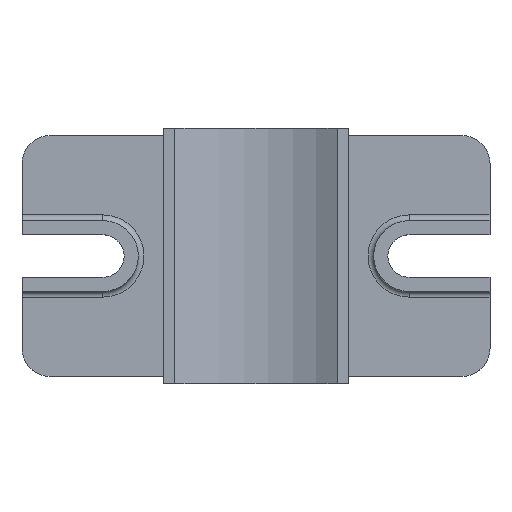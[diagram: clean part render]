
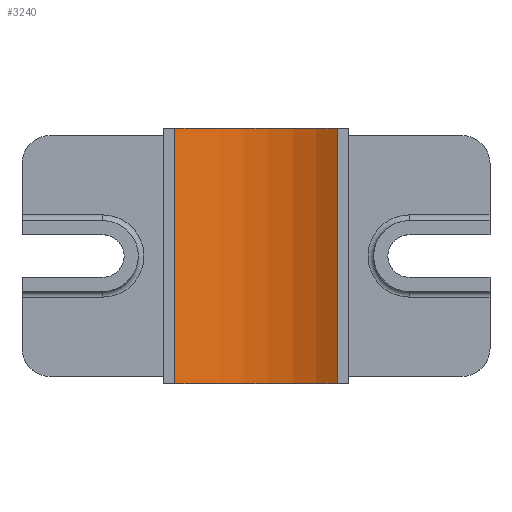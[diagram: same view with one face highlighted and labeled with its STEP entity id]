
A CAD part, top view. The second image highlights one B-rep face of the part: STEP entity #3240.
In plain terms, the highlighted cylindrical face has radius 50 mm (diameter 100 mm), a partial arc.
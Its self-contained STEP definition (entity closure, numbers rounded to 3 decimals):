
#1266 = PLANE('',#1267);
#1267 = AXIS2_PLACEMENT_3D('',#1268,#1269,#1270);
#1268 = CARTESIAN_POINT('',(0.,45.,4.615));
#1269 = DIRECTION('',(0.,-1.,0.));
#1270 = DIRECTION('',(1.,0.,0.));
#1294 = PLANE('',#1295);
#1295 = AXIS2_PLACEMENT_3D('',#1296,#1297,#1298);
#1296 = CARTESIAN_POINT('',(32.5,0.,13.));
#1297 = DIRECTION('',(0.,0.,1.));
#1298 = DIRECTION('',(-1.,0.,0.));
#1322 = PLANE('',#1323);
#1323 = AXIS2_PLACEMENT_3D('',#1324,#1325,#1326);
#1324 = CARTESIAN_POINT('',(0.,-45.,4.615));
#1325 = DIRECTION('',(0.,-1.,0.));
#1326 = DIRECTION('',(1.,0.,0.));
#2353 = VERTEX_POINT('',#2354);
#2354 = CARTESIAN_POINT('',(28.618,45.,13.));
#2375 = EDGE_CURVE('',#2376,#2353,#2378,.T.);
#2376 = VERTEX_POINT('',#2377);
#2377 = CARTESIAN_POINT('',(-28.618,45.,13.));
#2378 = SURFACE_CURVE('',#2379,(#2384,#2391),.PCURVE_S1.);
#2379 = CIRCLE('',#2380,50.);
#2380 = AXIS2_PLACEMENT_3D('',#2381,#2382,#2383);
#2381 = CARTESIAN_POINT('',(0.,45.,54.));
#2382 = DIRECTION('',(0.,-1.,0.));
#2383 = DIRECTION('',(-0.572,-0.,-0.82));
#2384 = PCURVE('',#1266,#2385);
#2385 = DEFINITIONAL_REPRESENTATION('',(#2386),#2390);
#2386 = CIRCLE('',#2387,50.);
#2387 = AXIS2_PLACEMENT_2D('',#2388,#2389);
#2388 = CARTESIAN_POINT('',(0.,49.385));
#2389 = DIRECTION('',(-0.572,-0.82));
#2390 = ( GEOMETRIC_REPRESENTATION_CONTEXT(2) 
PARAMETRIC_REPRESENTATION_CONTEXT() REPRESENTATION_CONTEXT('2D SPACE',''
  ) );
#2391 = PCURVE('',#2392,#2397);
#2392 = CYLINDRICAL_SURFACE('',#2393,50.);
#2393 = AXIS2_PLACEMENT_3D('',#2394,#2395,#2396);
#2394 = CARTESIAN_POINT('',(0.,0.,54.));
#2395 = DIRECTION('',(0.,-1.,0.));
#2396 = DIRECTION('',(-0.572,-0.,-0.82));
#2397 = DEFINITIONAL_REPRESENTATION('',(#2398),#2402);
#2398 = LINE('',#2399,#2400);
#2399 = CARTESIAN_POINT('',(0.,-45.));
#2400 = VECTOR('',#2401,1.);
#2401 = DIRECTION('',(1.,0.));
#2402 = ( GEOMETRIC_REPRESENTATION_CONTEXT(2) 
PARAMETRIC_REPRESENTATION_CONTEXT() REPRESENTATION_CONTEXT('2D SPACE',''
  ) );
#2420 = PLANE('',#2421);
#2421 = AXIS2_PLACEMENT_3D('',#2422,#2423,#2424);
#2422 = CARTESIAN_POINT('',(-32.5,0.,13.));
#2423 = DIRECTION('',(0.,0.,-1.));
#2424 = DIRECTION('',(1.,0.,0.));
#2528 = EDGE_CURVE('',#2353,#2529,#2531,.T.);
#2529 = VERTEX_POINT('',#2530);
#2530 = CARTESIAN_POINT('',(28.618,-45.,13.));
#2531 = SURFACE_CURVE('',#2532,(#2536,#2543),.PCURVE_S1.);
#2532 = LINE('',#2533,#2534);
#2533 = CARTESIAN_POINT('',(28.618,45.,13.));
#2534 = VECTOR('',#2535,1.);
#2535 = DIRECTION('',(0.,-1.,0.));
#2536 = PCURVE('',#1294,#2537);
#2537 = DEFINITIONAL_REPRESENTATION('',(#2538),#2542);
#2538 = LINE('',#2539,#2540);
#2539 = CARTESIAN_POINT('',(3.882,-45.));
#2540 = VECTOR('',#2541,1.);
#2541 = DIRECTION('',(0.,1.));
#2542 = ( GEOMETRIC_REPRESENTATION_CONTEXT(2) 
PARAMETRIC_REPRESENTATION_CONTEXT() REPRESENTATION_CONTEXT('2D SPACE',''
  ) );
#2543 = PCURVE('',#2392,#2544);
#2544 = DEFINITIONAL_REPRESENTATION('',(#2545),#2549);
#2545 = LINE('',#2546,#2547);
#2546 = CARTESIAN_POINT('',(1.219,-45.));
#2547 = VECTOR('',#2548,1.);
#2548 = DIRECTION('',(-0.,1.));
#2549 = ( GEOMETRIC_REPRESENTATION_CONTEXT(2) 
PARAMETRIC_REPRESENTATION_CONTEXT() REPRESENTATION_CONTEXT('2D SPACE',''
  ) );
#2578 = EDGE_CURVE('',#2579,#2529,#2581,.T.);
#2579 = VERTEX_POINT('',#2580);
#2580 = CARTESIAN_POINT('',(-28.618,-45.,13.));
#2581 = SURFACE_CURVE('',#2582,(#2587,#2594),.PCURVE_S1.);
#2582 = CIRCLE('',#2583,50.);
#2583 = AXIS2_PLACEMENT_3D('',#2584,#2585,#2586);
#2584 = CARTESIAN_POINT('',(0.,-45.,54.));
#2585 = DIRECTION('',(0.,-1.,0.));
#2586 = DIRECTION('',(-0.572,-0.,-0.82));
#2587 = PCURVE('',#1322,#2588);
#2588 = DEFINITIONAL_REPRESENTATION('',(#2589),#2593);
#2589 = CIRCLE('',#2590,50.);
#2590 = AXIS2_PLACEMENT_2D('',#2591,#2592);
#2591 = CARTESIAN_POINT('',(0.,49.385));
#2592 = DIRECTION('',(-0.572,-0.82));
#2593 = ( GEOMETRIC_REPRESENTATION_CONTEXT(2) 
PARAMETRIC_REPRESENTATION_CONTEXT() REPRESENTATION_CONTEXT('2D SPACE',''
  ) );
#2594 = PCURVE('',#2392,#2595);
#2595 = DEFINITIONAL_REPRESENTATION('',(#2596),#2600);
#2596 = LINE('',#2597,#2598);
#2597 = CARTESIAN_POINT('',(-0.,45.));
#2598 = VECTOR('',#2599,1.);
#2599 = DIRECTION('',(1.,-0.));
#2600 = ( GEOMETRIC_REPRESENTATION_CONTEXT(2) 
PARAMETRIC_REPRESENTATION_CONTEXT() REPRESENTATION_CONTEXT('2D SPACE',''
  ) );
#3218 = EDGE_CURVE('',#2579,#2376,#3219,.T.);
#3219 = SURFACE_CURVE('',#3220,(#3224,#3231),.PCURVE_S1.);
#3220 = LINE('',#3221,#3222);
#3221 = CARTESIAN_POINT('',(-28.618,-45.,13.));
#3222 = VECTOR('',#3223,1.);
#3223 = DIRECTION('',(0.,1.,0.));
#3224 = PCURVE('',#2420,#3225);
#3225 = DEFINITIONAL_REPRESENTATION('',(#3226),#3230);
#3226 = LINE('',#3227,#3228);
#3227 = CARTESIAN_POINT('',(3.882,45.));
#3228 = VECTOR('',#3229,1.);
#3229 = DIRECTION('',(0.,-1.));
#3230 = ( GEOMETRIC_REPRESENTATION_CONTEXT(2) 
PARAMETRIC_REPRESENTATION_CONTEXT() REPRESENTATION_CONTEXT('2D SPACE',''
  ) );
#3231 = PCURVE('',#2392,#3232);
#3232 = DEFINITIONAL_REPRESENTATION('',(#3233),#3237);
#3233 = LINE('',#3234,#3235);
#3234 = CARTESIAN_POINT('',(0.,45.));
#3235 = VECTOR('',#3236,1.);
#3236 = DIRECTION('',(0.,-1.));
#3237 = ( GEOMETRIC_REPRESENTATION_CONTEXT(2) 
PARAMETRIC_REPRESENTATION_CONTEXT() REPRESENTATION_CONTEXT('2D SPACE',''
  ) );
#3240 = ADVANCED_FACE('',(#3241),#2392,.F.);
#3241 = FACE_BOUND('',#3242,.F.);
#3242 = EDGE_LOOP('',(#3243,#3244,#3245,#3246));
#3243 = ORIENTED_EDGE('',*,*,#2375,.T.);
#3244 = ORIENTED_EDGE('',*,*,#2528,.T.);
#3245 = ORIENTED_EDGE('',*,*,#2578,.F.);
#3246 = ORIENTED_EDGE('',*,*,#3218,.T.);
